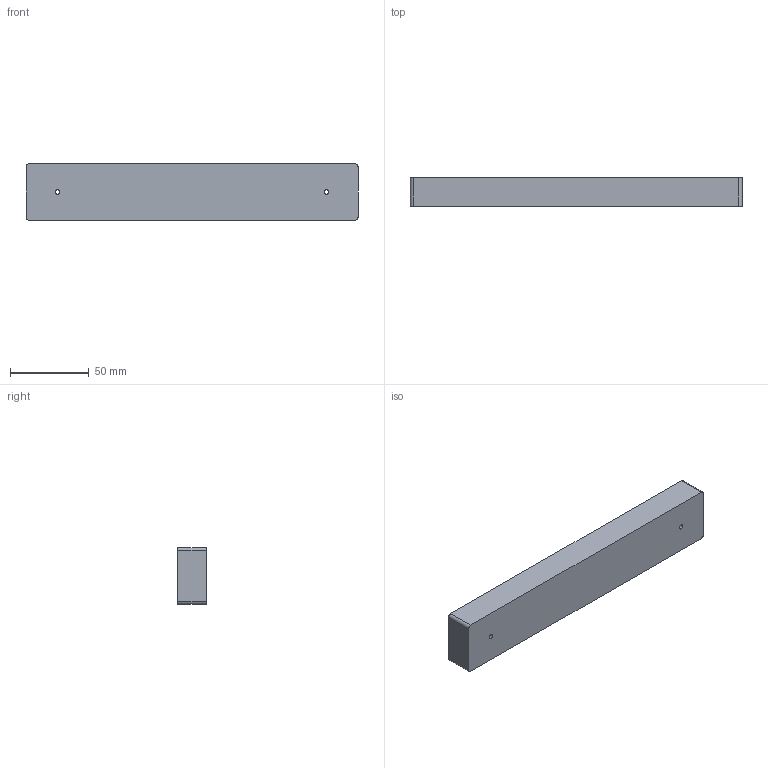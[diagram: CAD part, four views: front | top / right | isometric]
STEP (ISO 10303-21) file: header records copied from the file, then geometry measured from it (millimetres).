
FILE_DESCRIPTION (( 'STEP AP214' ), '1' );
FILE_NAME ('SupportBlock.STEP', '2020-09-08T13:37:08', ( '' ), ( '' ), 'SwSTEP 2.0', 'SolidWorks 2019', '' );
FILE_SCHEMA (( 'AUTOMOTIVE_DESIGN' ));
Length unit declared in the file: millimetre
Products named in the file (1): SupportBlock
Bounding box: 211 x 18 x 36 mm (x, y, z)
Volume: 129191.4 mm3; surface area: 26601 mm2
Topology: 1 solids, 1 shells, 74 faces, 183 edges, 122 vertices
Faces by surface type: cylinder 39, plane 35
Entity records: 2267 total; most frequent: DIRECTION 411, CARTESIAN_POINT 380, ORIENTED_EDGE 366, EDGE_CURVE 183, AXIS2_PLACEMENT_3D 153, VERTEX_POINT 122, LINE 105, VECTOR 105
